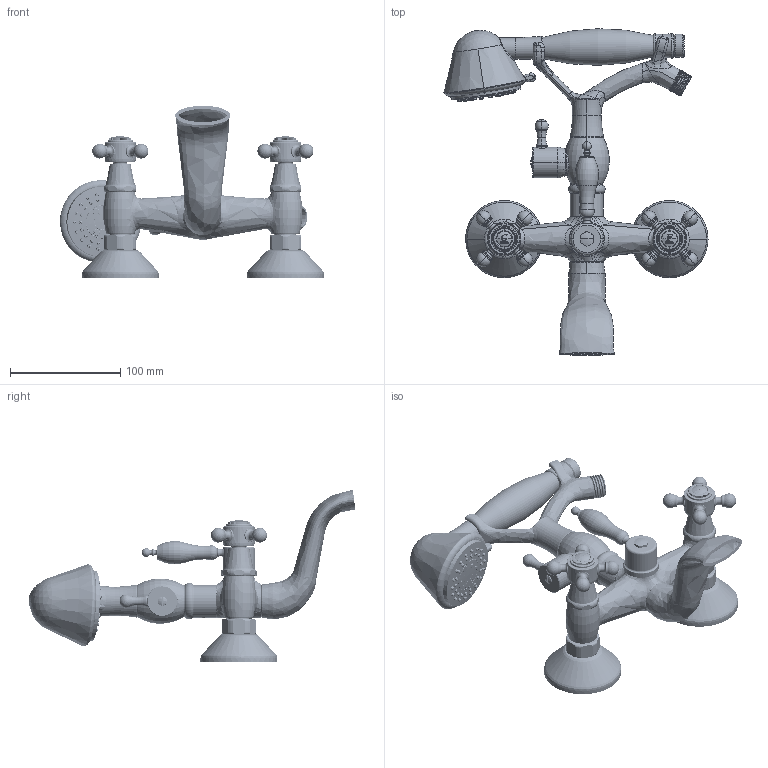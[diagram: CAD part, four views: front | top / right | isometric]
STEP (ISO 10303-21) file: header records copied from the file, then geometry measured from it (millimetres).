
FILE_DESCRIPTION (( 'STEP AP214' ), '1' );
FILE_NAME ('106190 CONJUNTO 1273 BAÑO-DUCHA CLÁSICA.STEP', '2019-11-25T08:50:37', ( '' ), ( '' ), 'SwSTEP 2.0', 'SolidWorks 2016', '' );
FILE_SCHEMA (( 'AUTOMOTIVE_DESIGN' ));
Length unit declared in the file: millimetre
Products named in the file (31): TORNILLO 3-16''''; MANILLA DISTRIBUIDOR BAÑO DUCHA 1866 + TORNILLO CROMO; pan head cross recess screw_din_ISO 7045 - M4 x 10 - Z --- 10C; 0001 PESTAÑA 3-8 IZQD._03; VOLANTE BIMANDO 1866; INDICE 1866 CROMO_-01; EMBOLO CONJUNTO DESVIADOR 015420.15_EMBOLO CON JUNTAS; 0062 NOHETA DESVIADOR 1866_03-CON JUNTA; LETRA C; MANETA CONCORDE; MONTURA F118 G½''''; 0654 ALARGADOR DESVIADOR 1866_-01; 0207 BATERIA BA埆-DUCHA 1866 206187.30_-02; 0390 BOBINA 1866_PL-390-01 CON JUNTAS; countersunk slotted raised head screw_din_ISO 2010 - M4 x 16 --- 16N; JUNTA 17.5x2; 106190 CONJUNTO 1273  BAÑO-DUCHA CLÁSICA; TUERCA ｾ''''; lock washer for shafts_din_Lock washer DIN 6799 - 8; OR 6.07X1.78_-01; MANGO 1866; MONTURA CONCORDE NIQUEL; LETRA F; 1073 CUBREMONTURAS LAVABO MONOBLOC GRB_-01; 0208 MECANIZADO HORQUILLA BA埆-DUCHA 1866 206190_PL-208-03; ASPA CONCORDE; PLAFÓN GRB6001; 0604 BOLA CONCORDE_-01; 0832 DESVIADOR 1866 CON ALARGADOR_DESVIADOR LARGO; socket set screw cone point_din_DIN 914 - M5 x 6-N; 0206 MECANIZADO CA埆 BA埆-DUCHA 1866 206190_PL-206-03
Assembly tree (43 placements, depth 3):
  106190 CONJUNTO 1273  BAÑO-DUCHA CLÁSICA
    0207 BATERIA BA埆-DUCHA 1866 206187.30_-02
    MONTURA F118 G½''''  x2
    1073 CUBREMONTURAS LAVABO MONOBLOC GRB_-01  x2
    0390 BOBINA 1866_PL-390-01 CON JUNTAS  x3
    0206 MECANIZADO CA埆 BA埆-DUCHA 1866 206190_PL-206-03
    socket set screw cone point_din_DIN 914 - M5 x 6-N  x3
    VOLANTE BIMANDO 1866  x2
    INDICE 1866 CROMO_-01  x2
    LETRA F
    LETRA C
    0832 DESVIADOR 1866 CON ALARGADOR_DESVIADOR LARGO
      0062 NOHETA DESVIADOR 1866_03-CON JUNTA
      lock washer for shafts_din_Lock washer DIN 6799 - 8
      0654 ALARGADOR DESVIADOR 1866_-01
      JUNTA 17.5x2
      OR 6.07X1.78_-01  x2
    EMBOLO CONJUNTO DESVIADOR 015420.15_EMBOLO CON JUNTAS
    0604 BOLA CONCORDE_-01
    MONTURA CONCORDE NIQUEL
    0208 MECANIZADO HORQUILLA BA埆-DUCHA 1866 206190_PL-208-03
    MANETA CONCORDE
    countersunk slotted raised head screw_din_ISO 2010 - M4 x 16 --- 16N
    0001 PESTAÑA 3-8 IZQD._03  x2
    TUERCA ｾ''''  x2
    MANILLA DISTRIBUIDOR BAÑO DUCHA 1866 + TORNILLO CROMO
    PLAFÓN GRB6001  x2
    pan head cross recess screw_din_ISO 7045 - M4 x 10 - Z --- 10C  x2
    TORNILLO 3-16''''
    ASPA CONCORDE
    MANGO 1866
Bounding box: 239.72 x 296.56 x 156.59 mm (x, y, z)
Volume: 577969.1 mm3; surface area: 244067.5 mm2
Topology: 62 solids, 63 shells, 4287 faces, 10723 edges, 6551 vertices
Faces by surface type: plane 1317, cylinder 1080, torus 633, bspline 596, cone 533, sphere 128
Entity records: 185560 total; most frequent: CARTESIAN_POINT 96673, ORIENTED_EDGE 15888, DIRECTION 15070, EDGE_CURVE 7944, AXIS2_PLACEMENT_3D 6312, VERTEX_POINT 4904, CIRCLE 3522, EDGE_LOOP 3502
